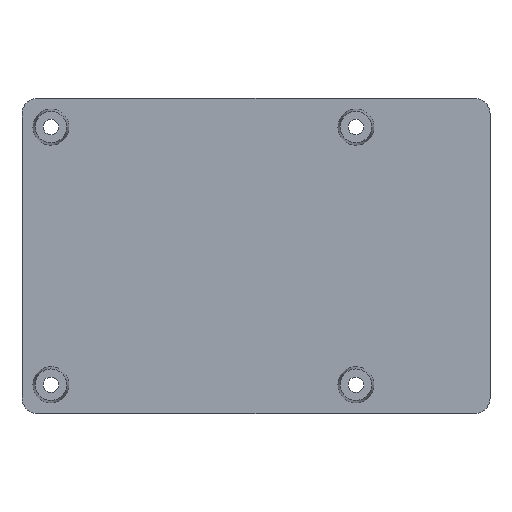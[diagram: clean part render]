
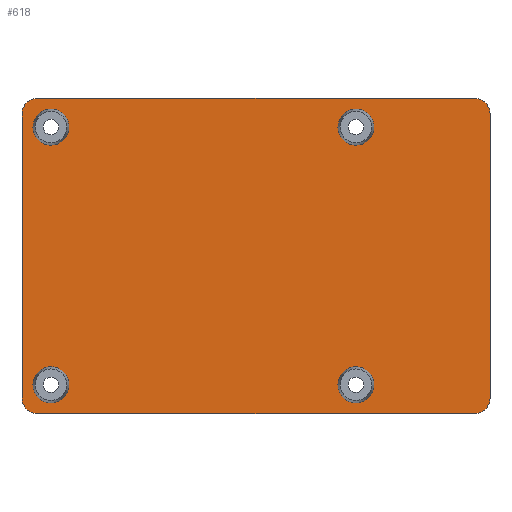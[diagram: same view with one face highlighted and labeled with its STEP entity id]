
A CAD part, top view. The second image highlights one B-rep face of the part: STEP entity #618.
In plain terms, the highlighted planar face has unit normal (0, 0, 1).
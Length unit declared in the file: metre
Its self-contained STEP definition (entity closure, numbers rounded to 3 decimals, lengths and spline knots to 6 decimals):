
#38=LINE('',#937,#96);
#42=LINE('',#946,#100);
#49=LINE('',#959,#107);
#58=LINE('',#992,#116);
#96=VECTOR('',#747,1.);
#100=VECTOR('',#753,1.);
#107=VECTOR('',#762,1.);
#116=VECTOR('',#791,1.);
#202=ORIENTED_EDGE('',*,*,#356,.F.);
#203=ORIENTED_EDGE('',*,*,#357,.F.);
#204=ORIENTED_EDGE('',*,*,#358,.F.);
#205=ORIENTED_EDGE('',*,*,#359,.F.);
#206=ORIENTED_EDGE('',*,*,#326,.T.);
#207=ORIENTED_EDGE('',*,*,#360,.T.);
#208=ORIENTED_EDGE('',*,*,#333,.T.);
#209=ORIENTED_EDGE('',*,*,#361,.T.);
#210=ORIENTED_EDGE('',*,*,#347,.F.);
#211=ORIENTED_EDGE('',*,*,#362,.T.);
#212=ORIENTED_EDGE('',*,*,#322,.F.);
#213=ORIENTED_EDGE('',*,*,#363,.T.);
#322=EDGE_CURVE('',#404,#405,#38,.T.);
#326=EDGE_CURVE('',#409,#408,#42,.T.);
#333=EDGE_CURVE('',#414,#415,#49,.T.);
#347=EDGE_CURVE('',#427,#428,#58,.T.);
#356=EDGE_CURVE('',#432,#432,#456,.T.);
#357=EDGE_CURVE('',#433,#433,#457,.T.);
#358=EDGE_CURVE('',#434,#434,#458,.T.);
#359=EDGE_CURVE('',#435,#435,#459,.T.);
#360=EDGE_CURVE('',#408,#414,#460,.T.);
#361=EDGE_CURVE('',#415,#428,#461,.T.);
#362=EDGE_CURVE('',#427,#405,#462,.T.);
#363=EDGE_CURVE('',#404,#409,#463,.T.);
#404=VERTEX_POINT('',#936);
#405=VERTEX_POINT('',#938);
#408=VERTEX_POINT('',#945);
#409=VERTEX_POINT('',#947);
#414=VERTEX_POINT('',#960);
#415=VERTEX_POINT('',#961);
#427=VERTEX_POINT('',#991);
#428=VERTEX_POINT('',#993);
#432=VERTEX_POINT('',#1008);
#433=VERTEX_POINT('',#1010);
#434=VERTEX_POINT('',#1012);
#435=VERTEX_POINT('',#1014);
#456=CIRCLE('',#678,0.00342);
#457=CIRCLE('',#679,0.00342);
#458=CIRCLE('',#680,0.00342);
#459=CIRCLE('',#681,0.00342);
#460=CIRCLE('',#682,0.003);
#461=CIRCLE('',#683,0.003);
#462=CIRCLE('',#684,0.003);
#463=CIRCLE('',#685,0.003);
#490=EDGE_LOOP('',(#202));
#491=EDGE_LOOP('',(#203));
#492=EDGE_LOOP('',(#204));
#493=EDGE_LOOP('',(#205));
#494=EDGE_LOOP('',(#206,#207,#208,#209,#210,#211,#212,#213));
#546=FACE_BOUND('',#490,.T.);
#547=FACE_BOUND('',#491,.T.);
#548=FACE_BOUND('',#492,.T.);
#549=FACE_BOUND('',#493,.T.);
#550=FACE_BOUND('',#494,.T.);
#590=PLANE('',#677);
#618=ADVANCED_FACE('',(#546,#547,#548,#549,#550),#590,.T.);
#677=AXIS2_PLACEMENT_3D('',#1006,#803,#804);
#678=AXIS2_PLACEMENT_3D('',#1007,#805,#806);
#679=AXIS2_PLACEMENT_3D('',#1009,#807,#808);
#680=AXIS2_PLACEMENT_3D('',#1011,#809,#810);
#681=AXIS2_PLACEMENT_3D('',#1013,#811,#812);
#682=AXIS2_PLACEMENT_3D('',#1015,#813,#814);
#683=AXIS2_PLACEMENT_3D('',#1016,#815,#816);
#684=AXIS2_PLACEMENT_3D('',#1017,#817,#818);
#685=AXIS2_PLACEMENT_3D('',#1018,#819,#820);
#747=DIRECTION('',(0.,-1.,0.));
#753=DIRECTION('',(-1.,0.,0.));
#762=DIRECTION('',(0.,-1.,0.));
#791=DIRECTION('',(-1.,0.,0.));
#803=DIRECTION('',(0.,0.,1.));
#804=DIRECTION('',(1.,0.,0.));
#805=DIRECTION('',(0.,0.,1.));
#806=DIRECTION('',(1.,0.,0.));
#807=DIRECTION('',(0.,0.,1.));
#808=DIRECTION('',(1.,0.,0.));
#809=DIRECTION('',(0.,0.,1.));
#810=DIRECTION('',(1.,0.,0.));
#811=DIRECTION('',(0.,0.,1.));
#812=DIRECTION('',(1.,0.,0.));
#813=DIRECTION('',(0.,0.,1.));
#814=DIRECTION('',(1.,0.,0.));
#815=DIRECTION('',(0.,0.,1.));
#816=DIRECTION('',(1.,0.,0.));
#817=DIRECTION('',(0.,0.,1.));
#818=DIRECTION('',(1.,0.,0.));
#819=DIRECTION('',(0.,0.,1.));
#820=DIRECTION('',(1.,0.,0.));
#936=CARTESIAN_POINT('',(-0.004692,0.025609,0.));
#937=CARTESIAN_POINT('',(-0.004692,-0.001391,0.));
#938=CARTESIAN_POINT('',(-0.004692,-0.028391,0.));
#945=CARTESIAN_POINT('',(-0.090692,0.028609,0.));
#946=CARTESIAN_POINT('',(-0.092692,0.028609,0.));
#947=CARTESIAN_POINT('',(-0.007692,0.028609,0.));
#959=CARTESIAN_POINT('',(-0.093692,-0.001391,0.));
#960=CARTESIAN_POINT('',(-0.093692,0.025609,0.));
#961=CARTESIAN_POINT('',(-0.093692,-0.028391,0.));
#991=CARTESIAN_POINT('',(-0.007692,-0.031391,0.));
#992=CARTESIAN_POINT('',(-0.092692,-0.031391,0.));
#993=CARTESIAN_POINT('',(-0.090692,-0.031391,0.));
#1006=CARTESIAN_POINT('',(-0.049192,-0.001391,0.));
#1007=CARTESIAN_POINT('',(-0.030192,0.023109,0.));
#1008=CARTESIAN_POINT('',(-0.026772,0.023109,0.));
#1009=CARTESIAN_POINT('',(-0.030192,-0.025891,0.));
#1010=CARTESIAN_POINT('',(-0.026772,-0.025891,0.));
#1011=CARTESIAN_POINT('',(-0.088192,-0.025891,0.));
#1012=CARTESIAN_POINT('',(-0.084772,-0.025891,0.));
#1013=CARTESIAN_POINT('',(-0.088192,0.023109,0.));
#1014=CARTESIAN_POINT('',(-0.084772,0.023109,0.));
#1015=CARTESIAN_POINT('',(-0.090692,0.025609,0.));
#1016=CARTESIAN_POINT('',(-0.090692,-0.028391,0.));
#1017=CARTESIAN_POINT('',(-0.007692,-0.028391,0.));
#1018=CARTESIAN_POINT('',(-0.007692,0.025609,0.));
